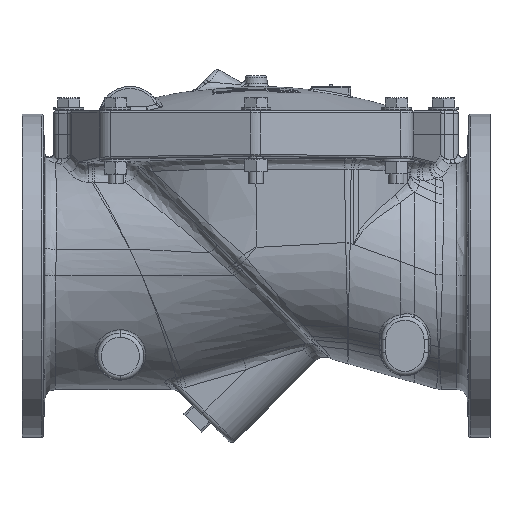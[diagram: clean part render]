
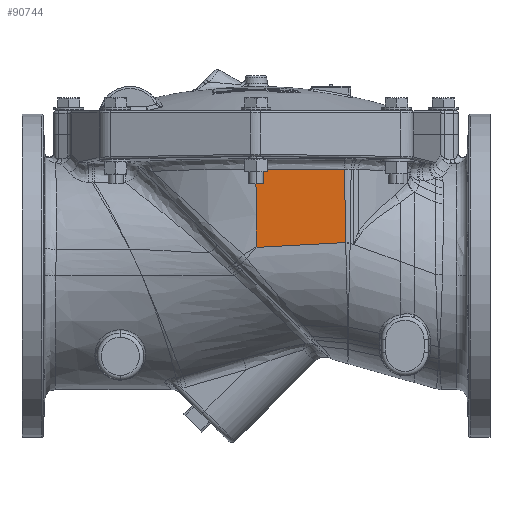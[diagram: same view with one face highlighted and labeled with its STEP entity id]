
A CAD part, top view. The second image highlights one B-rep face of the part: STEP entity #90744.
In plain terms, the highlighted free-form (B-spline) face has degree [5, 5] with [6, 6] control points.
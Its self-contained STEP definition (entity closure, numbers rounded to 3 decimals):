
#32848=CARTESIAN_POINT('',(0.,1.652,
9.062));
#32953=CARTESIAN_POINT('',(-0.002,6.253,
9.062));
#32954=CARTESIAN_POINT('',(-0.001,6.176,
9.062));
#32955=CARTESIAN_POINT('',(-0.001,6.023,
9.062));
#32956=CARTESIAN_POINT('',(0.,5.798,
9.062));
#32957=CARTESIAN_POINT('',(0.,5.579,
9.063));
#32958=CARTESIAN_POINT('',(0.001,5.364,9.062));
#32959=CARTESIAN_POINT('',(0.001,5.155,
9.062));
#32960=CARTESIAN_POINT('',(0.001,4.95,
9.062));
#32961=CARTESIAN_POINT('',(0.002,4.751,
9.062));
#32962=CARTESIAN_POINT('',(0.002,4.556,
9.062));
#32963=CARTESIAN_POINT('',(0.002,4.367,
9.062));
#32964=CARTESIAN_POINT('',(0.002,4.183,
9.062));
#32965=CARTESIAN_POINT('',(0.002,4.005,
9.062));
#32966=CARTESIAN_POINT('',(0.002,3.83,
9.062));
#32967=CARTESIAN_POINT('',(0.002,3.66,
9.062));
#32968=CARTESIAN_POINT('',(0.002,3.495,
9.062));
#32969=CARTESIAN_POINT('',(0.002,3.333,
9.062));
#32970=CARTESIAN_POINT('',(0.002,3.175,
9.062));
#32971=CARTESIAN_POINT('',(0.002,3.021,
9.062));
#32972=CARTESIAN_POINT('',(0.002,2.87,
9.062));
#32973=CARTESIAN_POINT('',(0.002,2.722,
9.062));
#32974=CARTESIAN_POINT('',(0.002,2.578,
9.062));
#32975=CARTESIAN_POINT('',(0.002,2.437,
9.062));
#32976=CARTESIAN_POINT('',(0.002,2.3,
9.062));
#32977=CARTESIAN_POINT('',(0.001,2.165,
9.062));
#32978=CARTESIAN_POINT('',(0.001,2.033,
9.062));
#32979=CARTESIAN_POINT('',(0.001,1.904,
9.062));
#32980=CARTESIAN_POINT('',(0.,1.777,
9.062));
#32981=CARTESIAN_POINT('',(0.,1.694,9.063));
#32982=CARTESIAN_POINT('',(0.,1.652,9.063));
#32984=CARTESIAN_POINT('',(5.204,6.253,9.062));
#32985=CARTESIAN_POINT('',(4.992,6.253,9.062));
#32986=CARTESIAN_POINT('',(4.568,6.253,9.062));
#32987=CARTESIAN_POINT('',(3.927,6.253,9.062));
#32988=CARTESIAN_POINT('',(3.284,6.253,9.062));
#32989=CARTESIAN_POINT('',(2.636,6.253,9.062));
#32990=CARTESIAN_POINT('',(1.983,6.253,9.063));
#32991=CARTESIAN_POINT('',(1.327,6.253,9.062));
#32992=CARTESIAN_POINT('',(0.665,6.253,
9.063));
#32993=CARTESIAN_POINT('',(0.221,6.253,
9.062));
#32994=CARTESIAN_POINT('',(-0.001,6.253,
9.062));
#32996=CARTESIAN_POINT('',(5.204,6.253,9.062));
#32997=CARTESIAN_POINT('',(5.206,6.073,9.062));
#32998=CARTESIAN_POINT('',(5.211,5.732,9.062));
#32999=CARTESIAN_POINT('',(5.217,5.279,9.062));
#33000=CARTESIAN_POINT('',(5.223,4.874,9.062));
#33001=CARTESIAN_POINT('',(5.228,4.508,9.062));
#33002=CARTESIAN_POINT('',(5.233,4.174,9.062));
#33003=CARTESIAN_POINT('',(5.237,3.864,9.062));
#33004=CARTESIAN_POINT('',(5.242,3.571,9.062));
#33005=CARTESIAN_POINT('',(5.246,3.288,9.062));
#33006=CARTESIAN_POINT('',(5.25,3.009,9.062));
#33007=CARTESIAN_POINT('',(5.254,2.735,9.062));
#33008=CARTESIAN_POINT('',(5.258,2.466,9.062));
#33009=CARTESIAN_POINT('',(5.262,2.2,9.062));
#33010=CARTESIAN_POINT('',(5.264,2.025,9.062));
#33011=CARTESIAN_POINT('',(5.266,1.938,9.062));
#33013=CARTESIAN_POINT('',(5.266,1.938,9.062));
#33014=CARTESIAN_POINT('',(3.511,1.842,9.062));
#33015=CARTESIAN_POINT('',(1.755,1.747,9.062));
#33016=CARTESIAN_POINT('',(0.,1.652,
9.062));
#47773=VERTEX_POINT('',#32848);
#47839=VERTEX_POINT('',#33013);
#48062=VERTEX_POINT('',#32953);
#48065=VERTEX_POINT('',#32996);
#90699=CARTESIAN_POINT('',(5.406,8.75,9.063));
#90700=CARTESIAN_POINT('',(5.406,7.381,9.063));
#90701=CARTESIAN_POINT('',(5.406,6.034,9.062));
#90702=CARTESIAN_POINT('',(5.406,4.709,9.062));
#90703=CARTESIAN_POINT('',(5.406,3.331,9.062));
#90704=CARTESIAN_POINT('',(5.406,1.901,9.062));
#90705=CARTESIAN_POINT('',(2.484,8.735,9.063));
#90706=CARTESIAN_POINT('',(2.771,7.353,9.063));
#90707=CARTESIAN_POINT('',(3.062,5.983,9.062));
#90708=CARTESIAN_POINT('',(3.359,4.628,9.062));
#90709=CARTESIAN_POINT('',(3.644,3.24,9.062));
#90710=CARTESIAN_POINT('',(3.919,1.821,9.063));
#90711=CARTESIAN_POINT('',(-0.439,8.721,9.063));
#90712=CARTESIAN_POINT('',(0.136,7.325,
9.063));
#90713=CARTESIAN_POINT('',(0.719,5.933,
9.062));
#90714=CARTESIAN_POINT('',(1.311,4.546,9.062));
#90715=CARTESIAN_POINT('',(1.882,3.148,9.062));
#90716=CARTESIAN_POINT('',(2.433,1.74,9.062));
#90717=CARTESIAN_POINT('',(-3.361,8.706,9.063));
#90718=CARTESIAN_POINT('',(-2.499,7.297,
9.063));
#90719=CARTESIAN_POINT('',(-1.624,5.883,
9.062));
#90720=CARTESIAN_POINT('',(-0.736,4.465,
9.062));
#90721=CARTESIAN_POINT('',(0.121,3.057,
9.062));
#90722=CARTESIAN_POINT('',(0.947,1.659,
9.062));
#90723=CARTESIAN_POINT('',(-6.283,8.691,9.063));
#90724=CARTESIAN_POINT('',(-5.134,7.269,
9.063));
#90725=CARTESIAN_POINT('',(-3.968,5.833,
9.062));
#90726=CARTESIAN_POINT('',(-2.783,4.383,
9.062));
#90727=CARTESIAN_POINT('',(-1.641,2.966,
9.062));
#90728=CARTESIAN_POINT('',(-0.54,1.579,
9.062));
#90729=CARTESIAN_POINT('',(-9.205,8.677,9.063));
#90730=CARTESIAN_POINT('',(-7.769,7.241,9.063));
#90731=CARTESIAN_POINT('',(-6.311,5.782,
9.062));
#90732=CARTESIAN_POINT('',(-4.83,4.302,
9.063));
#90733=CARTESIAN_POINT('',(-3.403,2.874,
9.062));
#90734=CARTESIAN_POINT('',(-2.026,1.498,
9.062));
#90735=B_SPLINE_SURFACE_WITH_KNOTS('',5,5,((#90699,#90700,#90701,#90702,#90703,
#90704),(#90705,#90706,#90707,#90708,#90709,#90710),(#90711,#90712,#90713,
#90714,#90715,#90716),(#90717,#90718,#90719,#90720,#90721,#90722),(#90723,
#90724,#90725,#90726,#90727,#90728),(#90729,#90730,#90731,#90732,#90733,
#90734)),.UNSPECIFIED.,.F.,.F.,.F.,(6,6),(6,6),(0.,1.),(0.,
0.191),.UNSPECIFIED.);
#90736=ORIENTED_EDGE('',*,*,#90690,.F.);
#90737=ORIENTED_EDGE('',*,*,#85199,.F.);
#90739=ORIENTED_EDGE('',*,*,#90738,.T.);
#90741=ORIENTED_EDGE('',*,*,#90740,.T.);
#90742=EDGE_LOOP('',(#90736,#90737,#90739,#90741));
#90743=FACE_OUTER_BOUND('',#90742,.F.);
#90744=ADVANCED_FACE('',(#90743),#90735,.T.);
#32983=B_SPLINE_CURVE_WITH_KNOTS('',3,(#32953,#32954,#32955,#32956,#32957,
#32958,#32959,#32960,#32961,#32962,#32963,#32964,#32965,#32966,#32967,#32968,
#32969,#32970,#32971,#32972,#32973,#32974,#32975,#32976,#32977,#32978,#32979,
#32980,#32981,#32982),.UNSPECIFIED.,.F.,.F.,(4,1,1,1,1,1,1,1,1,1,1,1,1,1,1,1,1,
1,1,1,1,1,1,1,1,1,1,4),(0.,0.037,0.074,
0.111,0.148,0.185,0.222,
0.259,0.296,0.333,0.37,
0.407,0.444,0.481,0.519,
0.556,0.593,0.63,0.667,
0.704,0.741,0.778,0.815,
0.852,0.889,0.926,0.963,1.),
.UNSPECIFIED.);
#32995=B_SPLINE_CURVE_WITH_KNOTS('',3,(#32984,#32985,#32986,#32987,#32988,
#32989,#32990,#32991,#32992,#32993,#32994),.UNSPECIFIED.,.F.,.F.,(4,1,1,1,1,1,1,
1,4),(0.,0.125,0.25,0.375,0.5,0.625,0.75,0.875,1.),
.UNSPECIFIED.);
#33012=B_SPLINE_CURVE_WITH_KNOTS('',3,(#32996,#32997,#32998,#32999,#33000,
#33001,#33002,#33003,#33004,#33005,#33006,#33007,#33008,#33009,#33010,#33011),
.UNSPECIFIED.,.F.,.F.,(4,1,1,1,1,1,1,1,1,1,1,1,1,4),(0.,0.077,
0.154,0.231,0.308,0.385,
0.462,0.538,0.615,0.692,
0.769,0.846,0.923,1.),.UNSPECIFIED.);
#33017=B_SPLINE_CURVE_WITH_KNOTS('',3,(#33013,#33014,#33015,#33016),
.UNSPECIFIED.,.F.,.F.,(4,4),(0.,1.),.UNSPECIFIED.);
#85199=EDGE_CURVE('',#48065,#48062,#32995,.T.);
#90690=EDGE_CURVE('',#48062,#47773,#32983,.T.);
#90738=EDGE_CURVE('',#48065,#47839,#33012,.T.);
#90740=EDGE_CURVE('',#47839,#47773,#33017,.T.);
